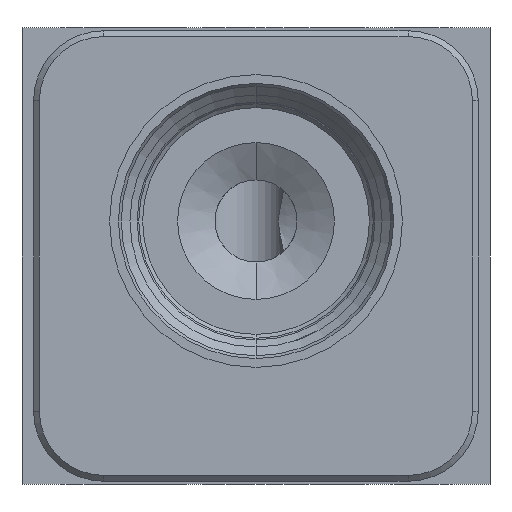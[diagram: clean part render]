
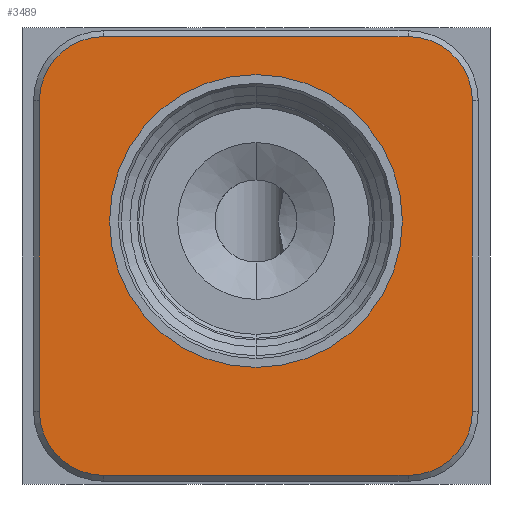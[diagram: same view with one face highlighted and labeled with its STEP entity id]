
A CAD part, front view. The second image highlights one B-rep face of the part: STEP entity #3489.
In plain terms, the highlighted planar face has unit normal (0, -1, 0).
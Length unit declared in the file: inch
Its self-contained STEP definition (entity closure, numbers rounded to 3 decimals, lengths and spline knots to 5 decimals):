
#1612=CARTESIAN_POINT('',(1.25,-5.094,1.406));
#1613=DIRECTION('',(0.,1.,0.));
#1614=DIRECTION('',(0.,0.,-1.));
#1615=AXIS2_PLACEMENT_3D('',#1612,#1613,#1614);
#1617=CARTESIAN_POINT('',(1.25,-5.094,1.406));
#1618=DIRECTION('',(0.,1.,0.));
#1619=DIRECTION('',(0.,0.,1.));
#1620=AXIS2_PLACEMENT_3D('',#1617,#1618,#1619);
#1622=CARTESIAN_POINT('',(2.062,-5.094,2.047));
#1623=DIRECTION('',(0.,1.,0.));
#1624=DIRECTION('',(0.,0.,1.));
#1625=AXIS2_PLACEMENT_3D('',#1622,#1623,#1624);
#1636=DIRECTION('',(1.,0.,0.));
#1637=VECTOR('',#1636,1.625);
#1638=CARTESIAN_POINT('',(0.437,-5.094,2.391));
#1639=LINE('',#1638,#1637);
#1648=CARTESIAN_POINT('',(0.437,-5.094,2.047));
#1649=DIRECTION('',(0.,1.,0.));
#1650=DIRECTION('',(-1.,0.,0.));
#1651=AXIS2_PLACEMENT_3D('',#1648,#1649,#1650);
#1662=DIRECTION('',(0.,0.,1.));
#1663=VECTOR('',#1662,1.656);
#1664=CARTESIAN_POINT('',(0.093,-5.094,0.391));
#1665=LINE('',#1664,#1663);
#1674=CARTESIAN_POINT('',(0.437,-5.094,0.391));
#1675=DIRECTION('',(0.,1.,0.));
#1676=DIRECTION('',(0.,0.,-1.));
#1677=AXIS2_PLACEMENT_3D('',#1674,#1675,#1676);
#1688=DIRECTION('',(-1.,0.,0.));
#1689=VECTOR('',#1688,1.625);
#1690=CARTESIAN_POINT('',(2.062,-5.094,0.047));
#1691=LINE('',#1690,#1689);
#1696=CARTESIAN_POINT('',(2.062,-5.094,0.391));
#1697=DIRECTION('',(0.,1.,0.));
#1698=DIRECTION('',(1.,0.,0.));
#1699=AXIS2_PLACEMENT_3D('',#1696,#1697,#1698);
#1714=DIRECTION('',(0.,0.,-1.));
#1715=VECTOR('',#1714,1.656);
#1716=CARTESIAN_POINT('',(2.406,-5.094,2.047));
#1717=LINE('',#1716,#1715);
#2319=CARTESIAN_POINT('',(2.062,-5.094,0.047));
#2320=CARTESIAN_POINT('',(0.437,-5.094,0.047));
#2321=VERTEX_POINT('',#2319);
#2322=VERTEX_POINT('',#2320);
#2327=CARTESIAN_POINT('',(0.093,-5.094,0.391));
#2328=VERTEX_POINT('',#2327);
#2331=CARTESIAN_POINT('',(0.093,-5.094,2.047));
#2332=VERTEX_POINT('',#2331);
#2335=CARTESIAN_POINT('',(0.437,-5.094,2.391));
#2336=VERTEX_POINT('',#2335);
#2339=CARTESIAN_POINT('',(2.062,-5.094,2.391));
#2340=VERTEX_POINT('',#2339);
#2343=CARTESIAN_POINT('',(2.406,-5.094,2.047));
#2344=VERTEX_POINT('',#2343);
#2347=CARTESIAN_POINT('',(2.406,-5.094,0.391));
#2348=VERTEX_POINT('',#2347);
#2395=CARTESIAN_POINT('',(1.25,-5.094,0.624));
#2396=CARTESIAN_POINT('',(1.25,-5.094,2.188));
#2397=VERTEX_POINT('',#2395);
#2398=VERTEX_POINT('',#2396);
#3461=CARTESIAN_POINT('',(0.,-5.094,0.));
#3462=DIRECTION('',(0.,-1.,0.));
#3463=DIRECTION('',(1.,0.,0.));
#3464=AXIS2_PLACEMENT_3D('',#3461,#3462,#3463);
#3465=PLANE('',#3464);
#3467=ORIENTED_EDGE('',*,*,#3466,.T.);
#3469=ORIENTED_EDGE('',*,*,#3468,.T.);
#3471=ORIENTED_EDGE('',*,*,#3470,.T.);
#3473=ORIENTED_EDGE('',*,*,#3472,.T.);
#3475=ORIENTED_EDGE('',*,*,#3474,.T.);
#3477=ORIENTED_EDGE('',*,*,#3476,.T.);
#3479=ORIENTED_EDGE('',*,*,#3478,.T.);
#3481=ORIENTED_EDGE('',*,*,#3480,.T.);
#3482=EDGE_LOOP('',(#3467,#3469,#3471,#3473,#3475,#3477,#3479,#3481));
#3483=FACE_OUTER_BOUND('',#3482,.F.);
#3485=ORIENTED_EDGE('',*,*,#3484,.F.);
#3486=ORIENTED_EDGE('',*,*,#3451,.F.);
#3487=EDGE_LOOP('',(#3485,#3486));
#3488=FACE_BOUND('',#3487,.F.);
#3489=ADVANCED_FACE('',(#3483,#3488),#3465,.T.);
#1616=CIRCLE('',#1615,0.782);
#1621=CIRCLE('',#1620,0.782);
#1626=CIRCLE('',#1625,0.344);
#1652=CIRCLE('',#1651,0.344);
#1678=CIRCLE('',#1677,0.344);
#1700=CIRCLE('',#1699,0.344);
#3451=EDGE_CURVE('',#2398,#2397,#1621,.T.);
#3466=EDGE_CURVE('',#2340,#2344,#1626,.T.);
#3468=EDGE_CURVE('',#2344,#2348,#1717,.T.);
#3470=EDGE_CURVE('',#2348,#2321,#1700,.T.);
#3472=EDGE_CURVE('',#2321,#2322,#1691,.T.);
#3474=EDGE_CURVE('',#2322,#2328,#1678,.T.);
#3476=EDGE_CURVE('',#2328,#2332,#1665,.T.);
#3478=EDGE_CURVE('',#2332,#2336,#1652,.T.);
#3480=EDGE_CURVE('',#2336,#2340,#1639,.T.);
#3484=EDGE_CURVE('',#2397,#2398,#1616,.T.);
